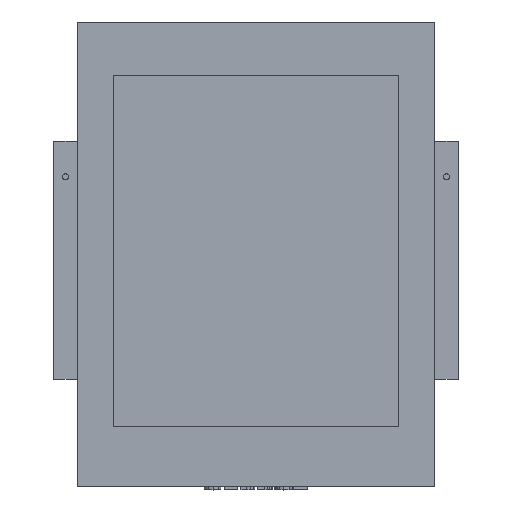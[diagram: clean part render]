
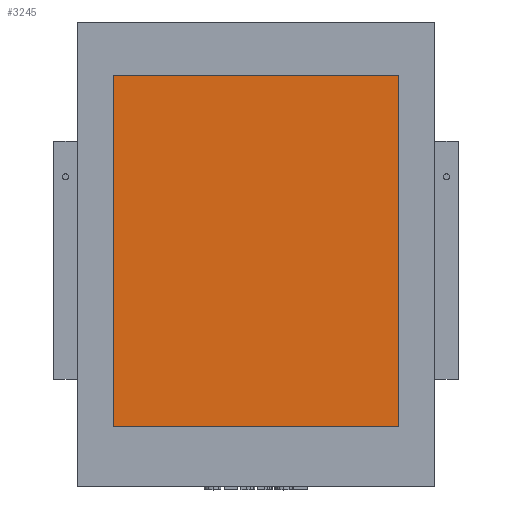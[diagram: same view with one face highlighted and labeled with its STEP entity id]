
A CAD part, top view. The second image highlights one B-rep face of the part: STEP entity #3245.
In plain terms, the highlighted planar face has unit normal (0, 0, 1).
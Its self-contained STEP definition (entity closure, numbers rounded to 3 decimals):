
#477=FACE_OUTER_BOUND('',#679,.T.);
#679=EDGE_LOOP('',(#2938,#2939,#2940,#2941));
#729=LINE('',#4097,#1020);
#967=LINE('',#5561,#1258);
#971=LINE('',#5568,#1262);
#973=LINE('',#5571,#1264);
#1020=VECTOR('',#3509,10.);
#1258=VECTOR('',#3919,10.);
#1262=VECTOR('',#3925,10.);
#1264=VECTOR('',#3929,10.);
#1313=VERTEX_POINT('',#4094);
#1314=VERTEX_POINT('',#4096);
#1578=VERTEX_POINT('',#5560);
#1580=VERTEX_POINT('',#5566);
#1641=EDGE_CURVE('',#1314,#1313,#729,.T.);
#2037=EDGE_CURVE('',#1314,#1578,#967,.T.);
#2041=EDGE_CURVE('',#1580,#1313,#971,.T.);
#2043=EDGE_CURVE('',#1578,#1580,#973,.T.);
#2938=ORIENTED_EDGE('',*,*,#2043,.F.);
#2939=ORIENTED_EDGE('',*,*,#2037,.F.);
#2940=ORIENTED_EDGE('',*,*,#1641,.T.);
#2941=ORIENTED_EDGE('',*,*,#2041,.F.);
#3069=PLANE('',#3390);
#3245=ADVANCED_FACE('',(#477),#3069,.F.);
#3390=AXIS2_PLACEMENT_3D('',#5572,#3930,#3931);
#3509=DIRECTION('',(-1.,0.,0.));
#3919=DIRECTION('',(0.,-1.,0.));
#3925=DIRECTION('',(0.,1.,0.));
#3929=DIRECTION('',(-1.,0.,0.));
#3930=DIRECTION('center_axis',(0.,0.,-1.));
#3931=DIRECTION('ref_axis',(-1.,0.,0.));
#4094=CARTESIAN_POINT('',(-370.,455.,10.));
#4096=CARTESIAN_POINT('',(-130.,455.,10.));
#4097=CARTESIAN_POINT('',(-370.,455.,10.));
#5560=CARTESIAN_POINT('',(-130.,160.,10.));
#5561=CARTESIAN_POINT('',(-130.,440.,10.));
#5566=CARTESIAN_POINT('',(-370.,160.,10.));
#5568=CARTESIAN_POINT('',(-370.,440.,10.));
#5571=CARTESIAN_POINT('',(-130.,160.,10.));
#5572=CARTESIAN_POINT('Origin',(-250.,300.,10.));
